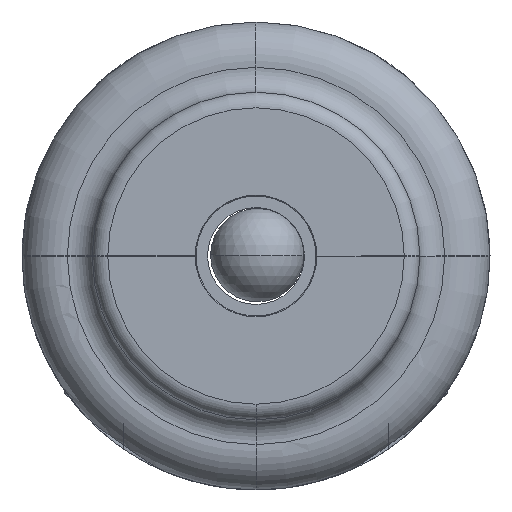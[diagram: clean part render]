
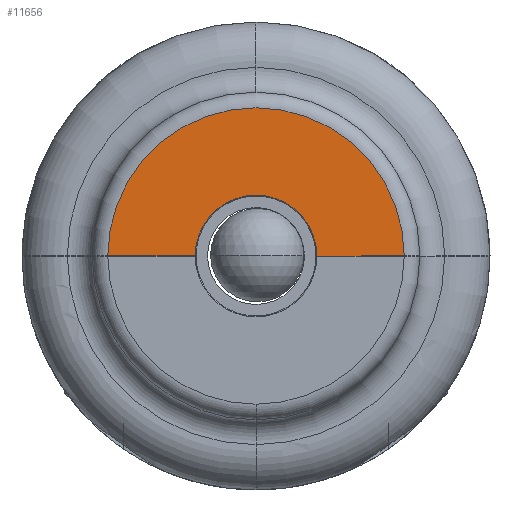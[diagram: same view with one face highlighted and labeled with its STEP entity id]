
A CAD part, front view. The second image highlights one B-rep face of the part: STEP entity #11656.
In plain terms, the highlighted planar face has unit normal (0, -1, 0).
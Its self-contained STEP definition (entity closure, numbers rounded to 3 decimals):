
#6210 = CARTESIAN_POINT ( 'NONE',  ( -1.95, -19., 0. ) ) ;
#6211 = CARTESIAN_POINT ( 'NONE',  ( 0., -19., 1.95 ) ) ;
#6216 = DIRECTION ( 'NONE',  ( 0., 0., 1. ) ) ;
#6217 = DIRECTION ( 'NONE',  ( 0., -1., 0. ) ) ;
#6218 = CARTESIAN_POINT ( 'NONE',  ( 0., -19., 0. ) ) ;
#6219 = AXIS2_PLACEMENT_3D ( 'NONE', #6218, #6217, #6216 ) ;
#6220 = CIRCLE ( 'NONE', #6219, 1.95 ) ;
#6378 = DIRECTION ( 'NONE',  ( 0., 0., 1. ) ) ;
#6379 = DIRECTION ( 'NONE',  ( 0., -1., 0. ) ) ;
#6380 = CARTESIAN_POINT ( 'NONE',  ( 0., -19., 0. ) ) ;
#6381 = AXIS2_PLACEMENT_3D ( 'NONE', #6380, #6379, #6378 ) ;
#6382 = CIRCLE ( 'NONE', #6381, 1.95 ) ;
#6383 = CARTESIAN_POINT ( 'NONE',  ( 1.95, -19., 0. ) ) ;
#6485 = CARTESIAN_POINT ( 'NONE',  ( -4.75, -19., 0. ) ) ;
#6508 = CARTESIAN_POINT ( 'NONE',  ( 4.75, -19., 0. ) ) ;
#6564 = DIRECTION ( 'NONE',  ( 0., 0., -1. ) ) ;
#6565 = DIRECTION ( 'NONE',  ( 0., 1., 0. ) ) ;
#6566 = CARTESIAN_POINT ( 'NONE',  ( -5.25, -19., 0. ) ) ;
#6567 = AXIS2_PLACEMENT_3D ( 'NONE', #6566, #6565, #6564 ) ;
#6568 = PLANE ( 'NONE',  #6567 ) ;
#6583 = FACE_OUTER_BOUND ( 'NONE', #11643, .T. ) ;
#6584 = DIRECTION ( 'NONE',  ( 0., 0., -1. ) ) ;
#6585 = DIRECTION ( 'NONE',  ( 0., -1., 0. ) ) ;
#6586 = CARTESIAN_POINT ( 'NONE',  ( 0., -19., 0. ) ) ;
#6587 = AXIS2_PLACEMENT_3D ( 'NONE', #6586, #6585, #6584 ) ;
#6588 = CIRCLE ( 'NONE', #6587, 4.75 ) ;
#6687 = DIRECTION ( 'NONE',  ( -1., 0., 0. ) ) ;
#6688 = VECTOR ( 'NONE', #6687, 1000. ) ;
#6689 = CARTESIAN_POINT ( 'NONE',  ( -5.25, -19., 0. ) ) ;
#6690 = LINE ( 'NONE', #6689, #6688 ) ;
#6804 = DIRECTION ( 'NONE',  ( -1., 0., 0. ) ) ;
#6805 = VECTOR ( 'NONE', #6804, 1000. ) ;
#6806 = CARTESIAN_POINT ( 'NONE',  ( -5.25, -19., 0. ) ) ;
#6807 = LINE ( 'NONE', #6806, #6805 ) ;
#11551 = EDGE_CURVE ( 'NONE', #11555, #11557, #6220, .T. ) ;
#11555 = VERTEX_POINT ( 'NONE', #6211 ) ;
#11557 = VERTEX_POINT ( 'NONE', #6210 ) ;
#11600 = VERTEX_POINT ( 'NONE', #6383 ) ;
#11602 = EDGE_CURVE ( 'NONE', #11600, #11555, #6382, .T. ) ;
#11623 = VERTEX_POINT ( 'NONE', #6485 ) ;
#11643 = EDGE_LOOP ( 'NONE', ( #11718, #11685, #11691, #11666, #11671 ) ) ;
#11647 = VERTEX_POINT ( 'NONE', #6508 ) ;
#11655 = EDGE_CURVE ( 'NONE', #11647, #11623, #6588, .T. ) ;
#11656 = ADVANCED_FACE ( 'NONE', ( #6583 ), #6568, .F. ) ;
#11666 = ORIENTED_EDGE ( 'NONE', *, *, #11551, .F. ) ;
#11671 = ORIENTED_EDGE ( 'NONE', *, *, #11602, .F. ) ;
#11685 = ORIENTED_EDGE ( 'NONE', *, *, #11655, .T. ) ;
#11691 = ORIENTED_EDGE ( 'NONE', *, *, #11692, .F. ) ;
#11692 = EDGE_CURVE ( 'NONE', #11557, #11623, #6690, .T. ) ;
#11718 = ORIENTED_EDGE ( 'NONE', *, *, #11719, .F. ) ;
#11719 = EDGE_CURVE ( 'NONE', #11647, #11600, #6807, .T. ) ;
